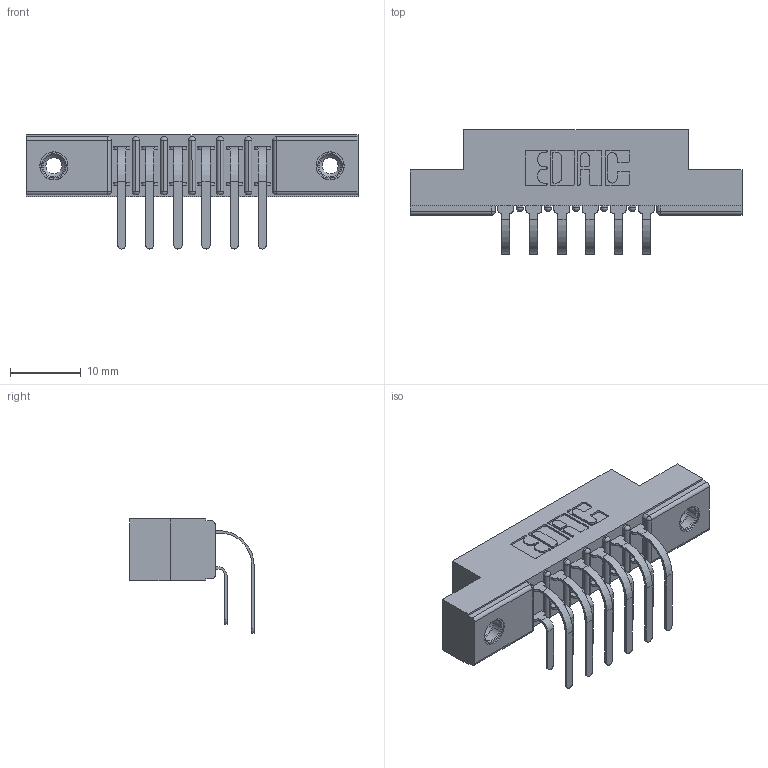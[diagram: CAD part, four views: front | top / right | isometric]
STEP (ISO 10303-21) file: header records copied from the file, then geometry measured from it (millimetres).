
FILE_DESCRIPTION (( 'STEP AP203' ), '1' );
FILE_NAME ('307-012-459-208.STEP', '2022-07-07T15:09:18', ( '' ), ( '' ), 'SwSTEP 2.0', 'SolidWorks 2020', '' );
FILE_SCHEMA (( 'CONFIG_CONTROL_DESIGN' ));
Length unit declared in the file: inch
Products named in the file (5): 307 Part_.156 Dia Mounting Holes; 307-290-001_558 559 - 1 (Single); 307-012-459-208; 345-250-001_345-250-003-102; 307-290-001_559 - 2 (Single)
Assembly tree (15 placements, depth 2):
  307-012-459-208
    307 Part_.156 Dia Mounting Holes
    307-290-001_558 559 - 1 (Single)  x6
    307-290-001_559 - 2 (Single)  x6
    345-250-001_345-250-003-102  x2
Bounding box: 46.79 x 17.51 x 16.08 mm (x, y, z)
Volume: 3100.8 mm3; surface area: 4915.1 mm2
Topology: 15 solids, 15 shells, 785 faces, 2163 edges, 1398 vertices
Faces by surface type: plane 498, cylinder 257, sphere 14, cone 12, torus 4
Entity records: 12406 total; most frequent: CARTESIAN_POINT 2027, DIRECTION 2009, ORIENTED_EDGE 1998, EDGE_CURVE 999, VECTOR 749, LINE 749, VERTEX_POINT 648, AXIS2_PLACEMENT_3D 630
